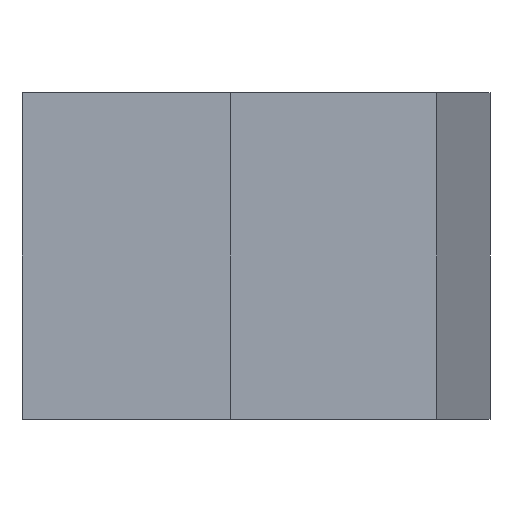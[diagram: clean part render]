
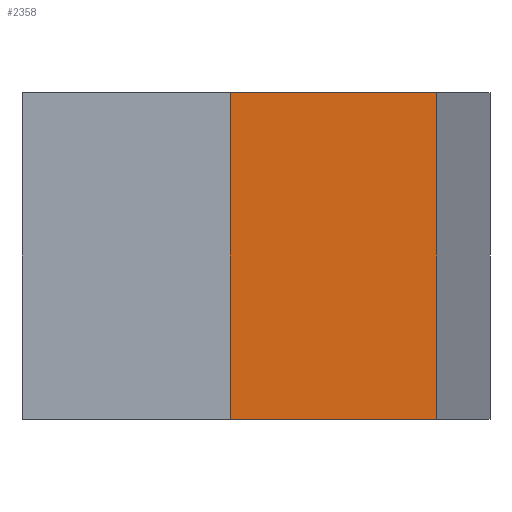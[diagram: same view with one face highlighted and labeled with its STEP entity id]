
A CAD part, left-side view. The second image highlights one B-rep face of the part: STEP entity #2358.
In plain terms, the highlighted planar face has unit normal (-0.642, -0.767, 0).
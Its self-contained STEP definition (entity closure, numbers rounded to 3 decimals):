
#318=FACE_OUTER_BOUND('',#448,.T.);
#448=EDGE_LOOP('',(#2117,#2118,#2119,#2120));
#636=LINE('',#4458,#860);
#662=LINE('',#4510,#886);
#663=LINE('',#4513,#887);
#664=LINE('',#4514,#888);
#860=VECTOR('',#2704,10.);
#886=VECTOR('',#2748,10.);
#887=VECTOR('',#2751,10.);
#888=VECTOR('',#2752,10.);
#1112=VERTEX_POINT('',#4455);
#1113=VERTEX_POINT('',#4457);
#1130=VERTEX_POINT('',#4508);
#1131=VERTEX_POINT('',#4512);
#1440=EDGE_CURVE('',#1112,#1113,#636,.T.);
#1466=EDGE_CURVE('',#1113,#1130,#662,.T.);
#1467=EDGE_CURVE('',#1130,#1131,#663,.T.);
#1468=EDGE_CURVE('',#1131,#1112,#664,.T.);
#2117=ORIENTED_EDGE('',*,*,#1467,.F.);
#2118=ORIENTED_EDGE('',*,*,#1466,.F.);
#2119=ORIENTED_EDGE('',*,*,#1440,.F.);
#2120=ORIENTED_EDGE('',*,*,#1468,.F.);
#2234=PLANE('',#2434);
#2358=ADVANCED_FACE('',(#318),#2234,.F.);
#2434=AXIS2_PLACEMENT_3D('',#4511,#2749,#2750);
#2704=DIRECTION('',(0.767,-0.642,0.));
#2748=DIRECTION('',(0.,0.,-1.));
#2749=DIRECTION('center_axis',(0.642,0.767,0.));
#2750=DIRECTION('ref_axis',(0.767,-0.642,0.));
#2751=DIRECTION('',(-0.767,0.642,0.));
#2752=DIRECTION('',(0.,0.,1.));
#4455=CARTESIAN_POINT('',(-16.898,0.717,19.));
#4457=CARTESIAN_POINT('',(-2.522,-11.311,19.));
#4458=CARTESIAN_POINT('',(-8.445,-6.355,19.));
#4508=CARTESIAN_POINT('',(-2.522,-11.311,0.));
#4510=CARTESIAN_POINT('',(-2.522,-11.311,19.));
#4511=CARTESIAN_POINT('Origin',(-16.898,0.717,19.));
#4512=CARTESIAN_POINT('',(-16.898,0.717,0.));
#4513=CARTESIAN_POINT('',(-8.445,-6.355,0.));
#4514=CARTESIAN_POINT('',(-16.898,0.717,9.5));
